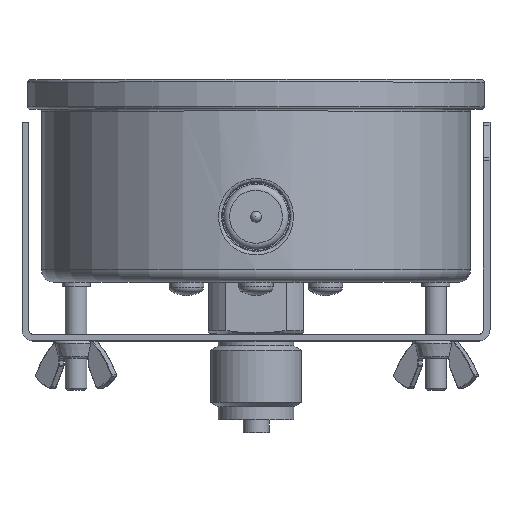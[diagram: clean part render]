
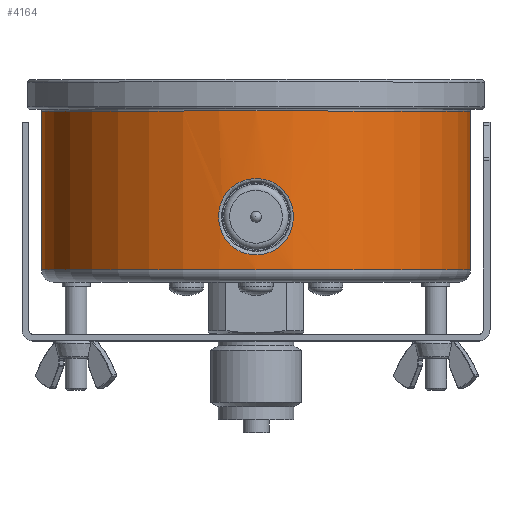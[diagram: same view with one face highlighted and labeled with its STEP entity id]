
A CAD part, top view. The second image highlights one B-rep face of the part: STEP entity #4164.
In plain terms, the highlighted cylindrical face has radius 49.5 mm (diameter 99 mm), a full revolution.
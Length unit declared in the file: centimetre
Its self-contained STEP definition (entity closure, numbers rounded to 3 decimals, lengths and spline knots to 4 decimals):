
#84=B_SPLINE_CURVE_WITH_KNOTS('',3,(#7626,#7627,#7628,#7629,#7630,#7631,
#7632,#7633,#7634,#7635,#7636,#7637,#7638,#7639,#7640,#7641,#7642,#7643,
#7644,#7645,#7646,#7647,#7648,#7649,#7650,#7651,#7652,#7653,#7654,#7655,
#7656,#7657,#7658,#7659),.UNSPECIFIED.,.F.,.F.,(4,3,3,3,3,3,3,3,3,3,3,4),
(-1.2854,-0.897,-0.5086,-0.1203,
0.2681,0.6564,1.0448,1.5626,1.8215,
2.3393,2.5982,2.7185),.UNSPECIFIED.);
#85=B_SPLINE_CURVE_WITH_KNOTS('',3,(#7660,#7661,#7662,#7663,#7664,#7665,
#7666,#7667,#7668,#7669,#7670),.UNSPECIFIED.,.F.,.F.,(4,1,1,1,1,3,4),(-2.7187,
-2.4504,-2.0621,-1.8679,-1.6737,
-1.2854,-1.2853),.UNSPECIFIED.);
#282=CYLINDRICAL_SURFACE('',#4716,4.95);
#322=FACE_BOUND('',#1177,.T.);
#323=FACE_BOUND('',#1178,.T.);
#614=CIRCLE('',#4668,4.95);
#615=CIRCLE('',#4670,4.95);
#889=FACE_OUTER_BOUND('',#1176,.T.);
#1176=EDGE_LOOP('',(#3531));
#1177=EDGE_LOOP('',(#3532));
#1178=EDGE_LOOP('',(#3533,#3534));
#1883=VERTEX_POINT('',#7547);
#1884=VERTEX_POINT('',#7550);
#1903=VERTEX_POINT('',#7624);
#1904=VERTEX_POINT('',#7625);
#2424=EDGE_CURVE('',#1883,#1883,#614,.T.);
#2425=EDGE_CURVE('',#1884,#1884,#615,.T.);
#2460=EDGE_CURVE('',#1903,#1904,#84,.T.);
#2461=EDGE_CURVE('',#1904,#1903,#85,.T.);
#3531=ORIENTED_EDGE('',*,*,#2425,.F.);
#3532=ORIENTED_EDGE('',*,*,#2424,.F.);
#3533=ORIENTED_EDGE('',*,*,#2460,.F.);
#3534=ORIENTED_EDGE('',*,*,#2461,.F.);
#4164=ADVANCED_FACE('',(#889,#322,#323),#282,.T.);
#4668=AXIS2_PLACEMENT_3D('',#7548,#5871,#5872);
#4670=AXIS2_PLACEMENT_3D('',#7551,#5875,#5876);
#4716=AXIS2_PLACEMENT_3D('',#7623,#5975,#5976);
#5871=DIRECTION('center_axis',(0.,1.,0.));
#5872=DIRECTION('ref_axis',(-1.,0.,0.));
#5875=DIRECTION('center_axis',(0.,-1.,0.));
#5876=DIRECTION('ref_axis',(-1.,0.,0.));
#5975=DIRECTION('center_axis',(0.,-1.,0.));
#5976=DIRECTION('ref_axis',(1.,0.,0.));
#7547=CARTESIAN_POINT('',(4.95,3.94,0.));
#7548=CARTESIAN_POINT('Origin',(0.,3.94,0.));
#7550=CARTESIAN_POINT('',(4.95,0.28,0.));
#7551=CARTESIAN_POINT('Origin',(0.,0.28,0.));
#7623=CARTESIAN_POINT('Origin',(0.,2.01,0.));
#7624=CARTESIAN_POINT('',(-0.8609,1.5001,4.8746));
#7625=CARTESIAN_POINT('',(0.075,2.3769,4.9494));
#7626=CARTESIAN_POINT('Ctrl Pts',(-0.8608,1.5002,4.8746));
#7627=CARTESIAN_POINT('Ctrl Pts',(-0.8609,1.3702,4.8745));
#7628=CARTESIAN_POINT('Ctrl Pts',(-0.8362,1.2402,4.8791));
#7629=CARTESIAN_POINT('Ctrl Pts',(-0.7836,1.1211,4.8876));
#7630=CARTESIAN_POINT('Ctrl Pts',(-0.731,1.0021,4.896));
#7631=CARTESIAN_POINT('Ctrl Pts',(-0.6507,0.8939,
4.9082));
#7632=CARTESIAN_POINT('Ctrl Pts',(-0.5493,0.811,
4.9195));
#7633=CARTESIAN_POINT('Ctrl Pts',(-0.4479,0.7282,
4.9307));
#7634=CARTESIAN_POINT('Ctrl Pts',(-0.3255,0.6705,
4.941));
#7635=CARTESIAN_POINT('Ctrl Pts',(-0.1968,0.6417,
4.9461));
#7636=CARTESIAN_POINT('Ctrl Pts',(-0.068,0.6128,
4.9512));
#7637=CARTESIAN_POINT('Ctrl Pts',(0.0671,0.6127,
4.9513));
#7638=CARTESIAN_POINT('Ctrl Pts',(0.1961,0.6415,4.9461));
#7639=CARTESIAN_POINT('Ctrl Pts',(0.325,0.6704,4.941));
#7640=CARTESIAN_POINT('Ctrl Pts',(0.4477,0.7281,4.9307));
#7641=CARTESIAN_POINT('Ctrl Pts',(0.5492,0.811,4.9195));
#7642=CARTESIAN_POINT('Ctrl Pts',(0.6506,0.8939,4.9082));
#7643=CARTESIAN_POINT('Ctrl Pts',(0.7308,1.0019,4.8959));
#7644=CARTESIAN_POINT('Ctrl Pts',(0.7834,1.1208,4.8875));
#7645=CARTESIAN_POINT('Ctrl Pts',(0.8537,1.2793,4.8764));
#7646=CARTESIAN_POINT('Ctrl Pts',(0.8751,1.457,4.8721));
#7647=CARTESIAN_POINT('Ctrl Pts',(0.8525,1.6292,4.876));
#7648=CARTESIAN_POINT('Ctrl Pts',(0.8412,1.7153,4.8779));
#7649=CARTESIAN_POINT('Ctrl Pts',(0.819,1.8,4.8819));
#7650=CARTESIAN_POINT('Ctrl Pts',(0.7839,1.8793,4.8876));
#7651=CARTESIAN_POINT('Ctrl Pts',(0.7138,2.038,4.8989));
#7652=CARTESIAN_POINT('Ctrl Pts',(0.5926,2.1755,4.9168));
#7653=CARTESIAN_POINT('Ctrl Pts',(0.4411,2.2636,4.9303));
#7654=CARTESIAN_POINT('Ctrl Pts',(0.3653,2.3077,4.9371));
#7655=CARTESIAN_POINT('Ctrl Pts',(0.282,2.3394,4.9428));
#7656=CARTESIAN_POINT('Ctrl Pts',(0.196,2.3585,4.9462));
#7657=CARTESIAN_POINT('Ctrl Pts',(0.1561,2.3674,4.9478));
#7658=CARTESIAN_POINT('Ctrl Pts',(0.1156,2.3735,4.9488));
#7659=CARTESIAN_POINT('Ctrl Pts',(0.0748,2.3769,4.9494));
#7660=CARTESIAN_POINT('Ctrl Pts',(0.075,2.3769,4.9494));
#7661=CARTESIAN_POINT('Ctrl Pts',(-0.0158,2.3845,
4.9508));
#7662=CARTESIAN_POINT('Ctrl Pts',(-0.2407,2.3695,4.948));
#7663=CARTESIAN_POINT('Ctrl Pts',(-0.509,2.2426,4.9256));
#7664=CARTESIAN_POINT('Ctrl Pts',(-0.691,2.0525,4.902));
#7665=CARTESIAN_POINT('Ctrl Pts',(-0.8234,1.8252,4.8816));
#7666=CARTESIAN_POINT('Ctrl Pts',(-0.8608,1.6302,4.8746));
#7667=CARTESIAN_POINT('Ctrl Pts',(-0.8608,1.5002,4.8746));
#7668=CARTESIAN_POINT('Ctrl Pts',(-0.8608,1.5002,4.8746));
#7669=CARTESIAN_POINT('Ctrl Pts',(-0.8608,1.5001,4.8746));
#7670=CARTESIAN_POINT('Ctrl Pts',(-0.8608,1.5001,4.8746));
